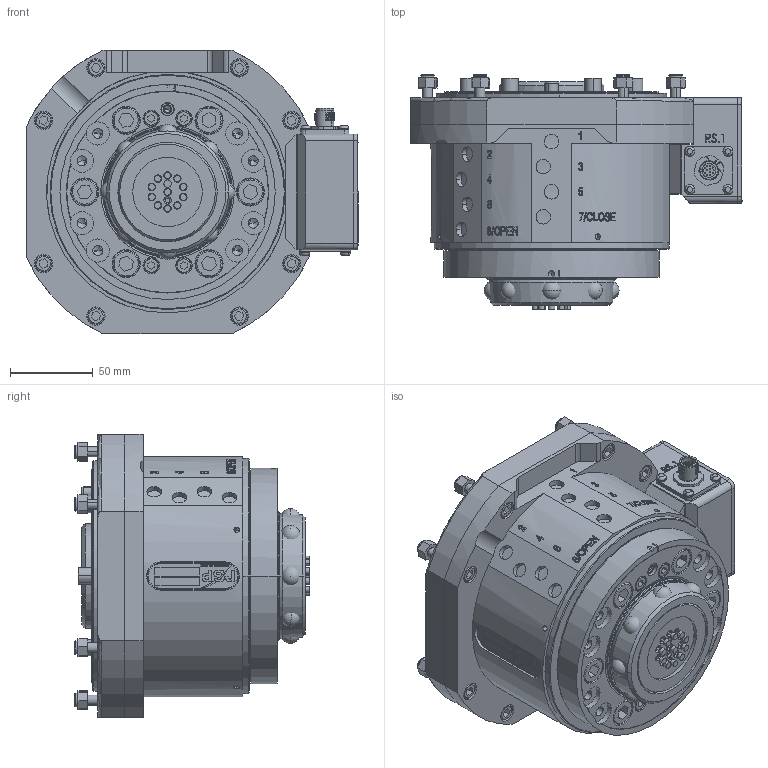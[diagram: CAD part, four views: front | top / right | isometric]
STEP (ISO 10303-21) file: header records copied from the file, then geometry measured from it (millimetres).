
FILE_DESCRIPTION (( 'STEP AP214' ), '1' );
FILE_NAME ('P1932.STEP', '2021-10-22T05:25:09', ( '' ), ( '' ), 'SwSTEP 2.0', 'SolidWorks 2019', '' );
FILE_SCHEMA (( 'AUTOMOTIVE_DESIGN' ));
Length unit declared in the file: millimetre
Products named in the file (1): P1932
Bounding box: 200.5 x 141.8 x 171 mm (x, y, z)
Volume: 3158334.9 mm3; surface area: 406544.8 mm2
Topology: 77 solids, 77 shells, 2435 faces, 5859 edges, 3747 vertices
Faces by surface type: plane 901, cylinder 829, bspline 378, cone 201, torus 106, sphere 20
Entity records: 133115 total; most frequent: CARTESIAN_POINT 50217, ORIENTED_EDGE 11528, DIRECTION 11000, EDGE_CURVE 5764, AXIS2_PLACEMENT_3D 4160, VERTEX_POINT 3723, EDGE_LOOP 2829, LINE 2680
